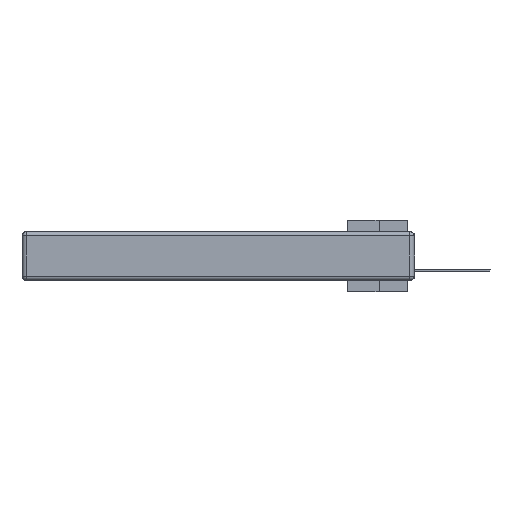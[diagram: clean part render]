
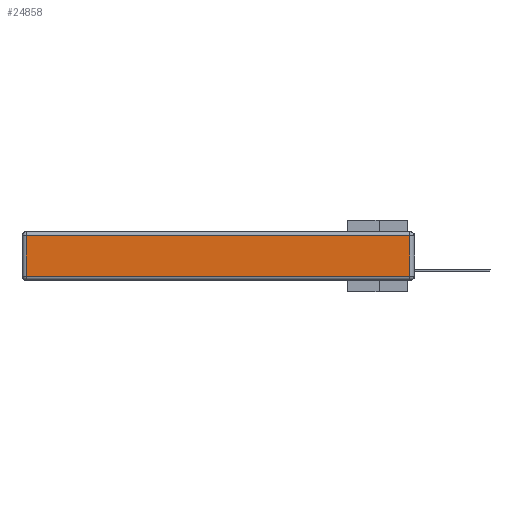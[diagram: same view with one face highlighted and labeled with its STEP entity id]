
A CAD part, left-side view. The second image highlights one B-rep face of the part: STEP entity #24858.
In plain terms, the highlighted planar face has unit normal (-1, 0, 0).
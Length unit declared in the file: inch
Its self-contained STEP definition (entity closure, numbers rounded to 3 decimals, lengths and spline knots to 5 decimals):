
#421 = DIRECTION ( 'NONE',  ( 0., -1., 0. ) ) ;
#3774 = DIRECTION ( 'NONE',  ( 0., 0., 1. ) ) ;
#4758 = CARTESIAN_POINT ( 'NONE',  ( 0., 2.72, -0.343 ) ) ;
#5863 = AXIS2_PLACEMENT_3D ( 'NONE', #24488, #33004, #11519 ) ;
#6443 = CARTESIAN_POINT ( 'NONE',  ( 0., 0.03, -0.343 ) ) ;
#7487 = EDGE_CURVE ( 'NONE', #24445, #21954, #13896, .T. ) ;
#7771 = DIRECTION ( 'NONE',  ( 0., 0., -1. ) ) ;
#7976 = DIRECTION ( 'NONE',  ( 0., 1., 0. ) ) ;
#8616 = VERTEX_POINT ( 'NONE', #11806 ) ;
#10452 = LINE ( 'NONE', #32304, #26652 ) ;
#10952 = EDGE_CURVE ( 'NONE', #18362, #24445, #23565, .T. ) ;
#11176 = ORIENTED_EDGE ( 'NONE', *, *, #21406, .T. ) ;
#11519 = DIRECTION ( 'NONE',  ( 0., 0., 1. ) ) ;
#11588 = LINE ( 'NONE', #6443, #14228 ) ;
#11806 = CARTESIAN_POINT ( 'NONE',  ( 0., 0.03, -0.03 ) ) ;
#12236 = ORIENTED_EDGE ( 'NONE', *, *, #20334, .T. ) ;
#13660 = PLANE ( 'NONE',  #5863 ) ;
#13896 = LINE ( 'NONE', #24724, #21347 ) ;
#14228 = VECTOR ( 'NONE', #3774, 39.37008 ) ;
#18362 = VERTEX_POINT ( 'NONE', #19658 ) ;
#19536 = CARTESIAN_POINT ( 'NONE',  ( 0., 2.72, -0.313 ) ) ;
#19658 = CARTESIAN_POINT ( 'NONE',  ( 0., 2.72, -0.03 ) ) ;
#20334 = EDGE_CURVE ( 'NONE', #8616, #18362, #10452, .T. ) ;
#20840 = ORIENTED_EDGE ( 'NONE', *, *, #7487, .T. ) ;
#21347 = VECTOR ( 'NONE', #421, 39.37008 ) ;
#21406 = EDGE_CURVE ( 'NONE', #21954, #8616, #11588, .T. ) ;
#21954 = VERTEX_POINT ( 'NONE', #26397 ) ;
#22659 = VECTOR ( 'NONE', #7771, 39.37008 ) ;
#23565 = LINE ( 'NONE', #4758, #22659 ) ;
#24445 = VERTEX_POINT ( 'NONE', #19536 ) ;
#24488 = CARTESIAN_POINT ( 'NONE',  ( 0., 0., -0.343 ) ) ;
#24724 = CARTESIAN_POINT ( 'NONE',  ( 0., 0., -0.313 ) ) ;
#24858 = ADVANCED_FACE ( 'NONE', ( #26974 ), #13660, .T. ) ;
#26375 = EDGE_LOOP ( 'NONE', ( #20840, #11176, #12236, #27509 ) ) ;
#26397 = CARTESIAN_POINT ( 'NONE',  ( 0., 0.03, -0.313 ) ) ;
#26652 = VECTOR ( 'NONE', #7976, 39.37008 ) ;
#26974 = FACE_OUTER_BOUND ( 'NONE', #26375, .T. ) ;
#27509 = ORIENTED_EDGE ( 'NONE', *, *, #10952, .T. ) ;
#32304 = CARTESIAN_POINT ( 'NONE',  ( 0., 2.75, -0.03 ) ) ;
#33004 = DIRECTION ( 'NONE',  ( -1., 0., 0. ) ) ;
